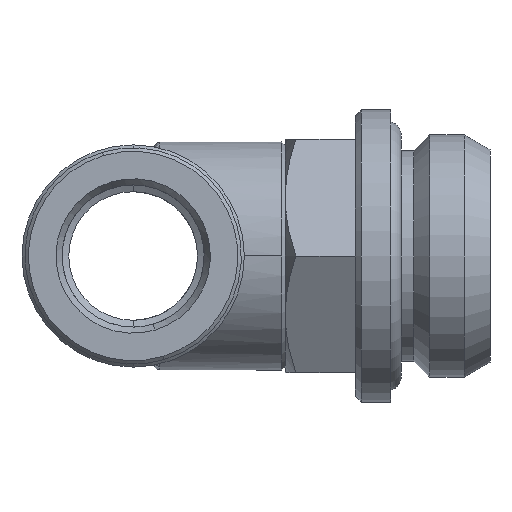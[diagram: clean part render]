
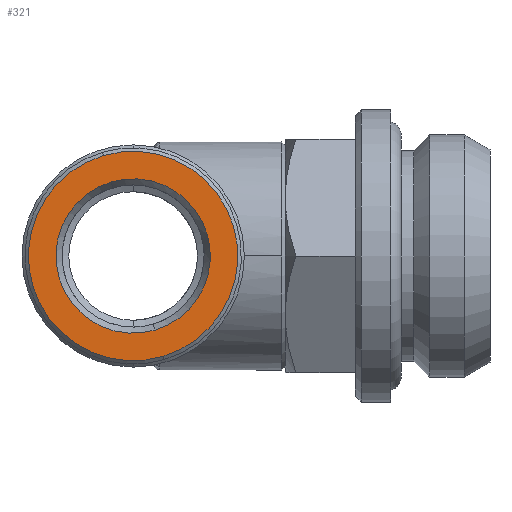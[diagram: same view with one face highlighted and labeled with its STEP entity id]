
A CAD part, left-side view. The second image highlights one B-rep face of the part: STEP entity #321.
In plain terms, the highlighted planar face has unit normal (-1, 0, 0).
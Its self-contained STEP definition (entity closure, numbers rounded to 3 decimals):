
#300 = ORIENTED_EDGE ( 'NONE', *, *, #320, .T. ) ;
#301 = EDGE_LOOP ( 'NONE', ( #302, #303 ) ) ;
#302 = ORIENTED_EDGE ( 'NONE', *, *, #822, .F. ) ;
#303 = ORIENTED_EDGE ( 'NONE', *, *, #304, .F. ) ;
#304 = EDGE_CURVE ( 'NONE', #824, #823, #3395, .T. ) ;
#320 = EDGE_CURVE ( 'NONE', #868, #871, #3371, .T. ) ;
#321 = ADVANCED_FACE ( 'NONE', ( #3372, #3367 ), #3366, .T. ) ;
#322 = EDGE_LOOP ( 'NONE', ( #323, #300 ) ) ;
#323 = ORIENTED_EDGE ( 'NONE', *, *, #870, .T. ) ;
#822 = EDGE_CURVE ( 'NONE', #823, #824, #2336, .T. ) ;
#823 = VERTEX_POINT ( 'NONE', #2326 ) ;
#824 = VERTEX_POINT ( 'NONE', #2325 ) ;
#868 = VERTEX_POINT ( 'NONE', #2415 ) ;
#870 = EDGE_CURVE ( 'NONE', #871, #868, #2414, .T. ) ;
#871 = VERTEX_POINT ( 'NONE', #2409 ) ;
#2325 = CARTESIAN_POINT ( 'NONE',  ( -28.4, -2.537, -8.583 ) ) ;
#2326 = CARTESIAN_POINT ( 'NONE',  ( -28.4, 2.537, 8.583 ) ) ;
#2327 = DIRECTION ( 'NONE',  ( 0., 0.284, 0.959 ) ) ;
#2328 = DIRECTION ( 'NONE',  ( 1., 0., 0. ) ) ;
#2329 = CARTESIAN_POINT ( 'NONE',  ( -28.4, 0., 0. ) ) ;
#2330 = AXIS2_PLACEMENT_3D ( 'NONE', #2329, #2328, #2327 ) ;
#2336 = CIRCLE ( 'NONE', #2330, 8.95 ) ;
#2409 = CARTESIAN_POINT ( 'NONE',  ( -28.4, -1.871, -6.329 ) ) ;
#2410 = DIRECTION ( 'NONE',  ( 0., 0.284, 0.959 ) ) ;
#2411 = DIRECTION ( 'NONE',  ( 1., 0., 0. ) ) ;
#2412 = CARTESIAN_POINT ( 'NONE',  ( -28.4, 0., 0. ) ) ;
#2413 = AXIS2_PLACEMENT_3D ( 'NONE', #2412, #2411, #2410 ) ;
#2414 = CIRCLE ( 'NONE', #2413, 6.6 ) ;
#2415 = CARTESIAN_POINT ( 'NONE',  ( -28.4, 1.871, 6.329 ) ) ;
#3361 = DIRECTION ( 'NONE',  ( 0., -0.284, -0.959 ) ) ;
#3362 = DIRECTION ( 'NONE',  ( -1., 0., 0. ) ) ;
#3363 = CARTESIAN_POINT ( 'NONE',  ( -28.4, -8.583, 2.537 ) ) ;
#3364 = AXIS2_PLACEMENT_3D ( 'NONE', #3363, #3362, #3361 ) ;
#3366 = PLANE ( 'NONE',  #3364 ) ;
#3367 = FACE_OUTER_BOUND ( 'NONE', #301, .T. ) ;
#3368 = DIRECTION ( 'NONE',  ( 0., 0.284, 0.959 ) ) ;
#3369 = DIRECTION ( 'NONE',  ( 1., 0., 0. ) ) ;
#3370 = AXIS2_PLACEMENT_3D ( 'NONE', #3378, #3369, #3368 ) ;
#3371 = CIRCLE ( 'NONE', #3370, 6.6 ) ;
#3372 = FACE_BOUND ( 'NONE', #322, .T. ) ;
#3378 = CARTESIAN_POINT ( 'NONE',  ( -28.4, 0., 0. ) ) ;
#3390 = CARTESIAN_POINT ( 'NONE',  ( -28.4, 0., 0. ) ) ;
#3392 = DIRECTION ( 'NONE',  ( 0., 0.284, 0.959 ) ) ;
#3393 = DIRECTION ( 'NONE',  ( 1., 0., 0. ) ) ;
#3394 = AXIS2_PLACEMENT_3D ( 'NONE', #3390, #3393, #3392 ) ;
#3395 = CIRCLE ( 'NONE', #3394, 8.95 ) ;
